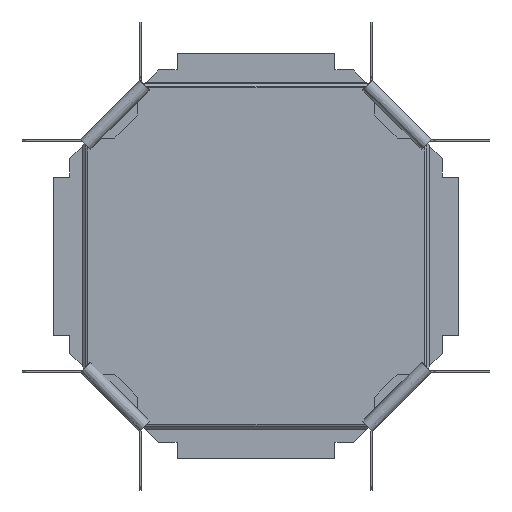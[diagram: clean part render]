
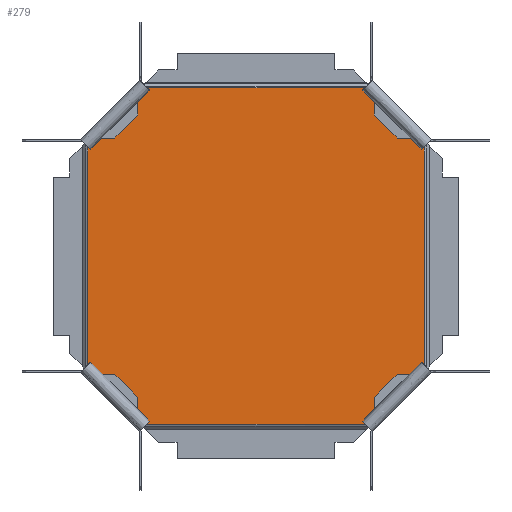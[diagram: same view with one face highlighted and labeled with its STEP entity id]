
A CAD part, top view. The second image highlights one B-rep face of the part: STEP entity #279.
In plain terms, the highlighted planar face has unit normal (0, 0, 1).
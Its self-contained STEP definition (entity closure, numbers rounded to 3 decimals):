
#279=ADVANCED_FACE('',(#537),#4005,.T.);
#537=FACE_OUTER_BOUND('',#795,.T.);
#795=EDGE_LOOP('',(#2056,#2057,#2058,#2059,#2060,#2061,#2062,#2063));
#2056=ORIENTED_EDGE('',*,*,#2716,.F.);
#2057=ORIENTED_EDGE('',*,*,#2704,.F.);
#2058=ORIENTED_EDGE('',*,*,#2717,.F.);
#2059=ORIENTED_EDGE('',*,*,#2707,.F.);
#2060=ORIENTED_EDGE('',*,*,#2718,.F.);
#2061=ORIENTED_EDGE('',*,*,#2709,.F.);
#2062=ORIENTED_EDGE('',*,*,#2719,.F.);
#2063=ORIENTED_EDGE('',*,*,#2710,.F.);
#2704=EDGE_CURVE('',#3674,#3729,#3344,.T.);
#2707=EDGE_CURVE('',#3701,#3673,#3347,.T.);
#2709=EDGE_CURVE('',#3645,#3702,#3349,.T.);
#2710=EDGE_CURVE('',#3730,#3646,#3350,.T.);
#2716=EDGE_CURVE('',#3729,#3730,#3356,.T.);
#2717=EDGE_CURVE('',#3673,#3674,#3357,.T.);
#2718=EDGE_CURVE('',#3702,#3701,#3358,.T.);
#2719=EDGE_CURVE('',#3646,#3645,#3359,.T.);
#3344=B_SPLINE_CURVE_WITH_KNOTS('',1,(#7525,#7526),.UNSPECIFIED.,.F.,.F.,
(2,2),(-63.632,0.),.UNSPECIFIED.);
#3347=B_SPLINE_CURVE_WITH_KNOTS('',1,(#7531,#7532),.UNSPECIFIED.,.F.,.F.,
(2,2),(-63.632,0.),.UNSPECIFIED.);
#3349=B_SPLINE_CURVE_WITH_KNOTS('',1,(#7535,#7536),.UNSPECIFIED.,.F.,.F.,
(2,2),(-63.632,0.),.UNSPECIFIED.);
#3350=B_SPLINE_CURVE_WITH_KNOTS('',1,(#7537,#7538),.UNSPECIFIED.,.F.,.F.,
(2,2),(-63.632,0.),.UNSPECIFIED.);
#3356=B_SPLINE_CURVE_WITH_KNOTS('',1,(#7565,#7566,#7567,#7568,#7569,#7570),
 .UNSPECIFIED.,.F.,.F.,(2,1,1,1,1,2),(-87.505,0.,
2.5,22.5,25.,112.505),.UNSPECIFIED.);
#3357=B_SPLINE_CURVE_WITH_KNOTS('',1,(#7571,#7572,#7573,#7574,#7575,#7576),
 .UNSPECIFIED.,.F.,.F.,(2,1,1,1,1,2),(-87.505,0.,2.5,
22.5,25.,112.505),.UNSPECIFIED.);
#3358=B_SPLINE_CURVE_WITH_KNOTS('',1,(#7577,#7578,#7579,#7580,#7581,#7582),
 .UNSPECIFIED.,.F.,.F.,(2,1,1,1,1,2),(0.,87.505,90.005,
110.005,112.505,200.011),.UNSPECIFIED.);
#3359=B_SPLINE_CURVE_WITH_KNOTS('',1,(#7583,#7584,#7585,#7586,#7587,#7588),
 .UNSPECIFIED.,.F.,.F.,(2,1,1,1,1,2),(0.,87.505,90.005,
110.005,112.505,200.011),.UNSPECIFIED.);
#3645=VERTEX_POINT('',#6858);
#3646=VERTEX_POINT('',#6859);
#3673=VERTEX_POINT('',#6886);
#3674=VERTEX_POINT('',#6887);
#3701=VERTEX_POINT('',#6914);
#3702=VERTEX_POINT('',#6915);
#3729=VERTEX_POINT('',#6942);
#3730=VERTEX_POINT('',#6943);
#4005=PLANE('',#4368);
#4368=AXIS2_PLACEMENT_3D('',#6848,#4560,$);
#4560=DIRECTION('',(0.,0.,1.));
#6848=CARTESIAN_POINT('',(0.103,-174.204,4.5));
#6858=CARTESIAN_POINT('',(274.313,145.,4.5));
#6859=CARTESIAN_POINT('',(74.302,145.,4.5));
#6886=CARTESIAN_POINT('',(274.313,-145.,4.5));
#6887=CARTESIAN_POINT('',(74.302,-145.,4.5));
#6914=CARTESIAN_POINT('',(319.308,-100.005,4.5));
#6915=CARTESIAN_POINT('',(319.308,100.005,4.5));
#6942=CARTESIAN_POINT('',(29.308,-100.005,4.5));
#6943=CARTESIAN_POINT('',(29.308,100.005,4.5));
#7525=CARTESIAN_POINT('',(74.302,-145.,4.5));
#7526=CARTESIAN_POINT('',(29.308,-100.005,4.5));
#7531=CARTESIAN_POINT('',(319.308,-100.005,4.5));
#7532=CARTESIAN_POINT('',(274.313,-145.,4.5));
#7535=CARTESIAN_POINT('',(274.313,145.,4.5));
#7536=CARTESIAN_POINT('',(319.308,100.005,4.5));
#7537=CARTESIAN_POINT('',(29.308,100.005,4.5));
#7538=CARTESIAN_POINT('',(74.302,145.,4.5));
#7565=CARTESIAN_POINT('',(29.308,-100.005,4.5));
#7566=CARTESIAN_POINT('',(29.308,-12.5,4.5));
#7567=CARTESIAN_POINT('',(29.308,-10.,4.5));
#7568=CARTESIAN_POINT('',(29.308,10.,4.5));
#7569=CARTESIAN_POINT('',(29.308,12.5,4.5));
#7570=CARTESIAN_POINT('',(29.308,100.005,4.5));
#7571=CARTESIAN_POINT('',(274.313,-145.,4.5));
#7572=CARTESIAN_POINT('',(186.808,-145.,4.5));
#7573=CARTESIAN_POINT('',(184.308,-145.,4.5));
#7574=CARTESIAN_POINT('',(164.308,-145.,4.5));
#7575=CARTESIAN_POINT('',(161.808,-145.,4.5));
#7576=CARTESIAN_POINT('',(74.302,-145.,4.5));
#7577=CARTESIAN_POINT('',(319.308,100.005,4.5));
#7578=CARTESIAN_POINT('',(319.308,12.5,4.5));
#7579=CARTESIAN_POINT('',(319.308,10.,4.5));
#7580=CARTESIAN_POINT('',(319.308,-10.,4.5));
#7581=CARTESIAN_POINT('',(319.308,-12.5,4.5));
#7582=CARTESIAN_POINT('',(319.308,-100.005,4.5));
#7583=CARTESIAN_POINT('',(74.302,145.,4.5));
#7584=CARTESIAN_POINT('',(161.808,145.,4.5));
#7585=CARTESIAN_POINT('',(164.308,145.,4.5));
#7586=CARTESIAN_POINT('',(184.308,145.,4.5));
#7587=CARTESIAN_POINT('',(186.808,145.,4.5));
#7588=CARTESIAN_POINT('',(274.313,145.,4.5));
